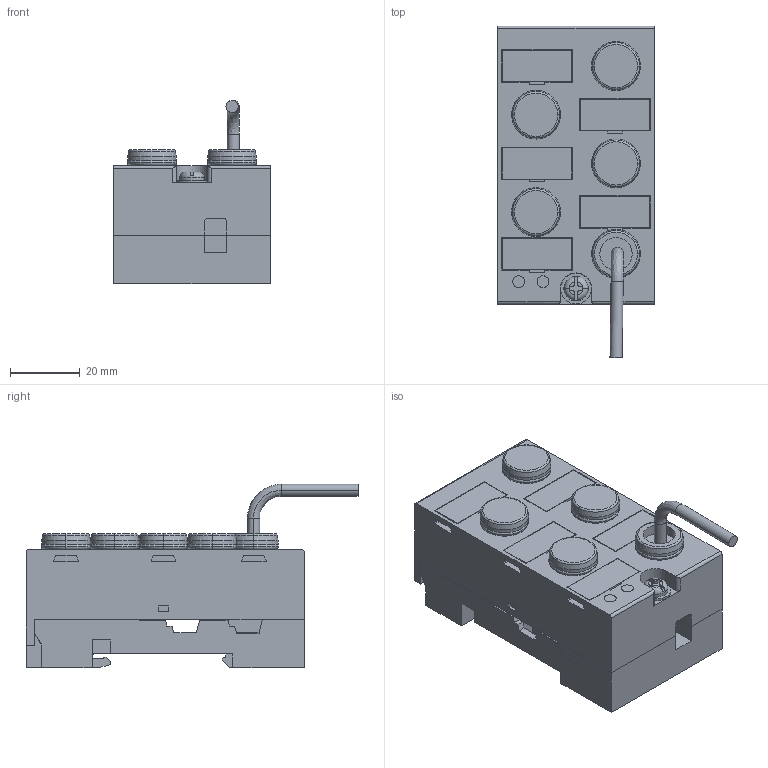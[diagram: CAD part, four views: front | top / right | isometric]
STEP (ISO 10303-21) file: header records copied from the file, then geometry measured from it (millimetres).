
FILE_DESCRIPTION(('STEP AP214'),'1');
FILE_NAME('cctmp_4CFF9C03-55F9-4DFF-8FBC-E1ABBD357A4A_2023_07_24_18_03_39_0744..stp','2023-07-24T16:03:40',('SIEMENS A&D'),('CADClick - www.CADClick.com'),'Spatial InterOp 3D postprocessed',' ','unknown authorization');
FILE_SCHEMA(('AUTOMOTIVE_DESIGN'));
Length unit declared in the file: millimetre
Products named in the file (1): 2023_07_24_18_03_39_0722
Bounding box: 45 x 95.46 x 52.78 mm (x, y, z)
Volume: 101063.5 mm3; surface area: 32610.1 mm2
Topology: 1 solids, 1 shells, 627 faces, 1642 edges, 1082 vertices
Faces by surface type: plane 494, cylinder 77, torus 32, cone 18, bspline 6
Entity records: 21128 total; most frequent: CARTESIAN_POINT 3491, ORIENTED_EDGE 3284, DIRECTION 3142, EDGE_CURVE 1642, LINE 1368, VECTOR 1368, VERTEX_POINT 1082, AXIS2_PLACEMENT_3D 887
